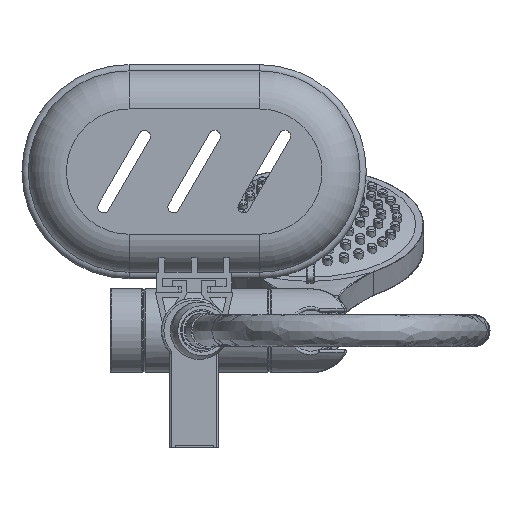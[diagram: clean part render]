
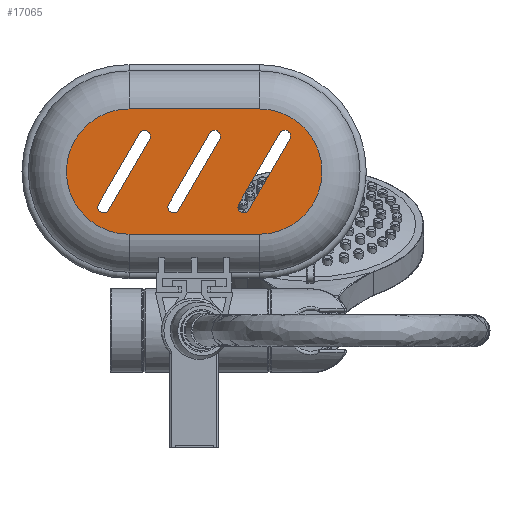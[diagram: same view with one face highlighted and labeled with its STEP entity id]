
A CAD part, front view. The second image highlights one B-rep face of the part: STEP entity #17065.
In plain terms, the highlighted planar face has unit normal (0, -1, 0).
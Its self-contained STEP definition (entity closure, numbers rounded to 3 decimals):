
#58 = DIRECTION ( 'NONE',  ( 0.5, 0., 0.866 ) ) ;
#201 = CARTESIAN_POINT ( 'NONE',  ( 21.25, -154.769, 52.995 ) ) ;
#372 = VECTOR ( 'NONE', #18872, 1000. ) ;
#485 = DIRECTION ( 'NONE',  ( -1., 0., 0. ) ) ;
#589 = VERTEX_POINT ( 'NONE', #4134 ) ;
#796 = FACE_BOUND ( 'NONE', #9381, .T. ) ;
#931 = VERTEX_POINT ( 'NONE', #20018 ) ;
#935 = DIRECTION ( 'NONE',  ( -1., 0., 0. ) ) ;
#989 = CIRCLE ( 'NONE', #3706, 2.5 ) ;
#998 = ORIENTED_EDGE ( 'NONE', *, *, #5590, .T. ) ;
#1167 = VECTOR ( 'NONE', #3390, 1000. ) ;
#1360 = CARTESIAN_POINT ( 'NONE',  ( -27.9, -154.769, 95. ) ) ;
#1437 = CARTESIAN_POINT ( 'NONE',  ( 27.9, -154.769, 68.15 ) ) ;
#1654 = LINE ( 'NONE', #8982, #17161 ) ;
#2646 = AXIS2_PLACEMENT_3D ( 'NONE', #1437, #16947, #10999 ) ;
#2813 = CIRCLE ( 'NONE', #8863, 2.5 ) ;
#2877 = EDGE_CURVE ( 'NONE', #4822, #4850, #5709, .T. ) ;
#3144 = LINE ( 'NONE', #6944, #10883 ) ;
#3197 = VERTEX_POINT ( 'NONE', #19426 ) ;
#3309 = ORIENTED_EDGE ( 'NONE', *, *, #15523, .T. ) ;
#3345 = CIRCLE ( 'NONE', #14992, 2.5 ) ;
#3390 = DIRECTION ( 'NONE',  ( 0.5, 0., 0.866 ) ) ;
#3402 = DIRECTION ( 'NONE',  ( -1., 0., 0. ) ) ;
#3480 = FACE_OUTER_BOUND ( 'NONE', #6345, .T. ) ;
#3706 = AXIS2_PLACEMENT_3D ( 'NONE', #11658, #8798, #14913 ) ;
#3751 = CIRCLE ( 'NONE', #2646, 26.85 ) ;
#3937 = EDGE_CURVE ( 'NONE', #8070, #11175, #8615, .T. ) ;
#4068 = CARTESIAN_POINT ( 'NONE',  ( 40.915, -154.769, 82.055 ) ) ;
#4108 = CARTESIAN_POINT ( 'NONE',  ( -27.9, -154.769, 68.15 ) ) ;
#4134 = CARTESIAN_POINT ( 'NONE',  ( 6.585, -154.769, 84.555 ) ) ;
#4330 = AXIS2_PLACEMENT_3D ( 'NONE', #16267, #10275, #10145 ) ;
#4520 = VERTEX_POINT ( 'NONE', #9299 ) ;
#4822 = VERTEX_POINT ( 'NONE', #8230 ) ;
#4826 = ORIENTED_EDGE ( 'NONE', *, *, #12602, .T. ) ;
#4840 = CARTESIAN_POINT ( 'NONE',  ( 27.9, -154.769, 41.3 ) ) ;
#4850 = VERTEX_POINT ( 'NONE', #4068 ) ;
#5407 = VECTOR ( 'NONE', #15908, 1000. ) ;
#5509 = CARTESIAN_POINT ( 'NONE',  ( -23.415, -154.769, 84.555 ) ) ;
#5590 = EDGE_CURVE ( 'NONE', #6806, #3197, #989, .T. ) ;
#5709 = CIRCLE ( 'NONE', #18677, 2.5 ) ;
#5755 = EDGE_CURVE ( 'NONE', #17725, #6704, #6813, .T. ) ;
#5917 = CARTESIAN_POINT ( 'NONE',  ( -40.915, -154.769, 54.245 ) ) ;
#6091 = ORIENTED_EDGE ( 'NONE', *, *, #3937, .T. ) ;
#6269 = ORIENTED_EDGE ( 'NONE', *, *, #5755, .T. ) ;
#6300 = EDGE_CURVE ( 'NONE', #3197, #589, #8200, .T. ) ;
#6345 = EDGE_LOOP ( 'NONE', ( #18530, #19905, #3309, #13581 ) ) ;
#6350 = CARTESIAN_POINT ( 'NONE',  ( -27.9, -154.769, 41.3 ) ) ;
#6618 = LINE ( 'NONE', #17005, #5407 ) ;
#6704 = VERTEX_POINT ( 'NONE', #9714 ) ;
#6780 = CARTESIAN_POINT ( 'NONE',  ( -27.9, -154.769, 68.15 ) ) ;
#6806 = VERTEX_POINT ( 'NONE', #16579 ) ;
#6813 = CIRCLE ( 'NONE', #4330, 2.5 ) ;
#6901 = DIRECTION ( 'NONE',  ( -1., 0., 0. ) ) ;
#6944 = CARTESIAN_POINT ( 'NONE',  ( -27.9, -154.769, 95. ) ) ;
#7193 = DIRECTION ( 'NONE',  ( -1., 0., 0. ) ) ;
#7314 = ORIENTED_EDGE ( 'NONE', *, *, #9617, .T. ) ;
#7419 = EDGE_CURVE ( 'NONE', #4520, #4822, #14847, .T. ) ;
#7427 = DIRECTION ( 'NONE',  ( 0., 1., 0. ) ) ;
#7544 = VERTEX_POINT ( 'NONE', #10825 ) ;
#7712 = EDGE_CURVE ( 'NONE', #8203, #14797, #3144, .T. ) ;
#7733 = VECTOR ( 'NONE', #11068, 1000. ) ;
#8070 = VERTEX_POINT ( 'NONE', #18517 ) ;
#8200 = LINE ( 'NONE', #17252, #1167 ) ;
#8203 = VERTEX_POINT ( 'NONE', #18904 ) ;
#8230 = CARTESIAN_POINT ( 'NONE',  ( 36.585, -154.769, 84.555 ) ) ;
#8466 = ORIENTED_EDGE ( 'NONE', *, *, #17341, .T. ) ;
#8615 = CIRCLE ( 'NONE', #14432, 2.5 ) ;
#8687 = EDGE_CURVE ( 'NONE', #14797, #10923, #15979, .T. ) ;
#8798 = DIRECTION ( 'NONE',  ( 0., 1., 0. ) ) ;
#8863 = AXIS2_PLACEMENT_3D ( 'NONE', #201, #10965, #3402 ) ;
#8982 = CARTESIAN_POINT ( 'NONE',  ( 17.69, -154.769, 41.829 ) ) ;
#9024 = FACE_BOUND ( 'NONE', #18193, .T. ) ;
#9156 = DIRECTION ( 'NONE',  ( -1., 0., 0. ) ) ;
#9299 = CARTESIAN_POINT ( 'NONE',  ( 19.085, -154.769, 54.245 ) ) ;
#9381 = EDGE_LOOP ( 'NONE', ( #18475, #13040, #4826, #19895 ) ) ;
#9417 = VECTOR ( 'NONE', #58, 1000. ) ;
#9617 = EDGE_CURVE ( 'NONE', #589, #931, #3345, .T. ) ;
#9714 = CARTESIAN_POINT ( 'NONE',  ( -19.085, -154.769, 82.055 ) ) ;
#10145 = DIRECTION ( 'NONE',  ( -1., 0., 0. ) ) ;
#10248 = DIRECTION ( 'NONE',  ( -1., 0., 0. ) ) ;
#10260 = AXIS2_PLACEMENT_3D ( 'NONE', #4108, #7427, #935 ) ;
#10275 = DIRECTION ( 'NONE',  ( 0., 1., 0. ) ) ;
#10378 = ORIENTED_EDGE ( 'NONE', *, *, #14065, .T. ) ;
#10666 = CARTESIAN_POINT ( 'NONE',  ( -31.64, -154.769, 70.309 ) ) ;
#10825 = CARTESIAN_POINT ( 'NONE',  ( 23.415, -154.769, 51.745 ) ) ;
#10883 = VECTOR ( 'NONE', #10248, 1000. ) ;
#10923 = VERTEX_POINT ( 'NONE', #6350 ) ;
#10965 = DIRECTION ( 'NONE',  ( 0., 1., 0. ) ) ;
#10999 = DIRECTION ( 'NONE',  ( -1., 0., 0. ) ) ;
#11068 = DIRECTION ( 'NONE',  ( 1., 0., 0. ) ) ;
#11175 = VERTEX_POINT ( 'NONE', #5917 ) ;
#11317 = CARTESIAN_POINT ( 'NONE',  ( 13.36, -154.769, 44.329 ) ) ;
#11441 = CARTESIAN_POINT ( 'NONE',  ( -38.75, -154.769, 52.995 ) ) ;
#11658 = CARTESIAN_POINT ( 'NONE',  ( -8.75, -154.769, 52.995 ) ) ;
#11749 = DIRECTION ( 'NONE',  ( -0.5, 0., -0.866 ) ) ;
#11942 = LINE ( 'NONE', #17964, #15794 ) ;
#12153 = FACE_BOUND ( 'NONE', #18315, .T. ) ;
#12323 = EDGE_CURVE ( 'NONE', #7544, #4520, #2813, .T. ) ;
#12602 = EDGE_CURVE ( 'NONE', #4850, #7544, #1654, .T. ) ;
#12833 = EDGE_CURVE ( 'NONE', #11175, #17725, #16643, .T. ) ;
#13040 = ORIENTED_EDGE ( 'NONE', *, *, #2877, .T. ) ;
#13251 = CARTESIAN_POINT ( 'NONE',  ( 8.75, -154.769, 83.305 ) ) ;
#13447 = DIRECTION ( 'NONE',  ( 0., 1., 0. ) ) ;
#13502 = LINE ( 'NONE', #4840, #7733 ) ;
#13547 = PLANE ( 'NONE',  #10260 ) ;
#13581 = ORIENTED_EDGE ( 'NONE', *, *, #18436, .T. ) ;
#14065 = EDGE_CURVE ( 'NONE', #6704, #8070, #6618, .T. ) ;
#14432 = AXIS2_PLACEMENT_3D ( 'NONE', #11441, #15741, #6901 ) ;
#14797 = VERTEX_POINT ( 'NONE', #1360 ) ;
#14847 = LINE ( 'NONE', #11317, #372 ) ;
#14913 = DIRECTION ( 'NONE',  ( -1., 0., 0. ) ) ;
#14992 = AXIS2_PLACEMENT_3D ( 'NONE', #13251, #13447, #7193 ) ;
#15284 = CARTESIAN_POINT ( 'NONE',  ( 38.75, -154.769, 83.305 ) ) ;
#15523 = EDGE_CURVE ( 'NONE', #10923, #18868, #13502, .T. ) ;
#15741 = DIRECTION ( 'NONE',  ( 0., 1., 0. ) ) ;
#15794 = VECTOR ( 'NONE', #11749, 1000. ) ;
#15908 = DIRECTION ( 'NONE',  ( -0.5, 0., -0.866 ) ) ;
#15979 = CIRCLE ( 'NONE', #19927, 26.85 ) ;
#16267 = CARTESIAN_POINT ( 'NONE',  ( -21.25, -154.769, 83.305 ) ) ;
#16579 = CARTESIAN_POINT ( 'NONE',  ( -6.585, -154.769, 51.745 ) ) ;
#16643 = LINE ( 'NONE', #10666, #9417 ) ;
#16947 = DIRECTION ( 'NONE',  ( 0., -1., 0. ) ) ;
#17005 = CARTESIAN_POINT ( 'NONE',  ( -27.31, -154.769, 67.809 ) ) ;
#17065 = ADVANCED_FACE ( 'NONE', ( #9024, #796, #12153, #3480 ), #13547, .F. ) ;
#17161 = VECTOR ( 'NONE', #18174, 1000. ) ;
#17252 = CARTESIAN_POINT ( 'NONE',  ( -9.14, -154.769, 57.319 ) ) ;
#17341 = EDGE_CURVE ( 'NONE', #931, #6806, #11942, .T. ) ;
#17581 = CARTESIAN_POINT ( 'NONE',  ( 27.9, -154.769, 41.3 ) ) ;
#17725 = VERTEX_POINT ( 'NONE', #5509 ) ;
#17964 = CARTESIAN_POINT ( 'NONE',  ( -4.81, -154.769, 54.819 ) ) ;
#18061 = ORIENTED_EDGE ( 'NONE', *, *, #6300, .T. ) ;
#18174 = DIRECTION ( 'NONE',  ( -0.5, 0., -0.866 ) ) ;
#18193 = EDGE_LOOP ( 'NONE', ( #19551, #6269, #10378, #6091 ) ) ;
#18315 = EDGE_LOOP ( 'NONE', ( #18061, #7314, #8466, #998 ) ) ;
#18420 = DIRECTION ( 'NONE',  ( 0., 1., 0. ) ) ;
#18436 = EDGE_CURVE ( 'NONE', #18868, #8203, #3751, .T. ) ;
#18475 = ORIENTED_EDGE ( 'NONE', *, *, #7419, .T. ) ;
#18517 = CARTESIAN_POINT ( 'NONE',  ( -36.585, -154.769, 51.745 ) ) ;
#18530 = ORIENTED_EDGE ( 'NONE', *, *, #7712, .T. ) ;
#18677 = AXIS2_PLACEMENT_3D ( 'NONE', #15284, #18420, #9156 ) ;
#18868 = VERTEX_POINT ( 'NONE', #17581 ) ;
#18872 = DIRECTION ( 'NONE',  ( 0.5, 0., 0.866 ) ) ;
#18904 = CARTESIAN_POINT ( 'NONE',  ( 27.9, -154.769, 95. ) ) ;
#19005 = DIRECTION ( 'NONE',  ( 0., -1., 0. ) ) ;
#19426 = CARTESIAN_POINT ( 'NONE',  ( -10.915, -154.769, 54.245 ) ) ;
#19551 = ORIENTED_EDGE ( 'NONE', *, *, #12833, .T. ) ;
#19895 = ORIENTED_EDGE ( 'NONE', *, *, #12323, .T. ) ;
#19905 = ORIENTED_EDGE ( 'NONE', *, *, #8687, .T. ) ;
#19927 = AXIS2_PLACEMENT_3D ( 'NONE', #6780, #19005, #485 ) ;
#20018 = CARTESIAN_POINT ( 'NONE',  ( 10.915, -154.769, 82.055 ) ) ;
